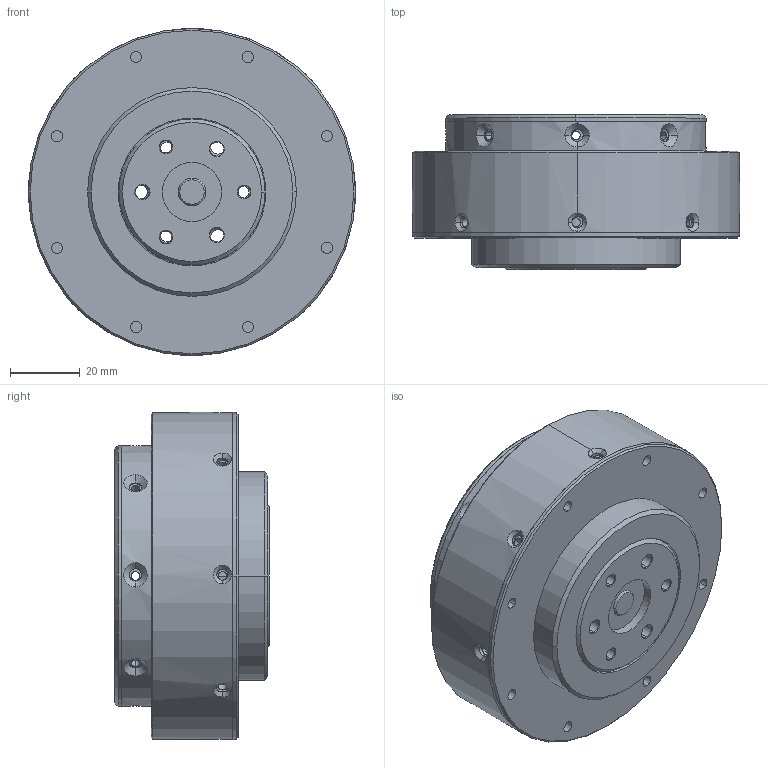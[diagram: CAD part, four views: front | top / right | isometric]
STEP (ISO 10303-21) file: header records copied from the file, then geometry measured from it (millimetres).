
FILE_DESCRIPTION((''),'2;1');
FILE_NAME('RC8108C_ASM','2020-12-11T',('lw'),(''),'PRO/ENGINEER BY PARAMETRIC TECHNOLOGY CORPORATION, 2010430','PRO/ENGINEER BY PARAMETRIC TECHNOLOGY CORPORATION, 2010430','');
FILE_SCHEMA(('CONFIG_CONTROL_DESIGN'));
Length unit declared in the file: millimetre
Products named in the file (9): PRT0024; PRT0025; PRT0026; PRT0029; PRT0030; PRT0034; D1_8; ASM0002_ASM; RC8108C_ASM
Assembly tree (8 placements, depth 3):
  RC8108C_ASM
    ASM0002_ASM
      PRT0024
      PRT0025
      PRT0026
      PRT0029
      PRT0030
      PRT0034
      D1_8
Bounding box: 94 x 44.5 x 94 mm (x, y, z)
Volume: 86936.4 mm3; surface area: 72240.1 mm2
Topology: 7 solids, 7 shells, 406 faces, 1236 edges, 822 vertices
Faces by surface type: cylinder 234, plane 74, cone 56, bspline 38, torus 4
Entity records: 18354 total; most frequent: CARTESIAN_POINT 6639, ORIENTED_EDGE 2472, DIRECTION 2434, EDGE_CURVE 1236, AXIS2_PLACEMENT_3D 992, VERTEX_POINT 822, CIRCLE 600, EDGE_LOOP 542
